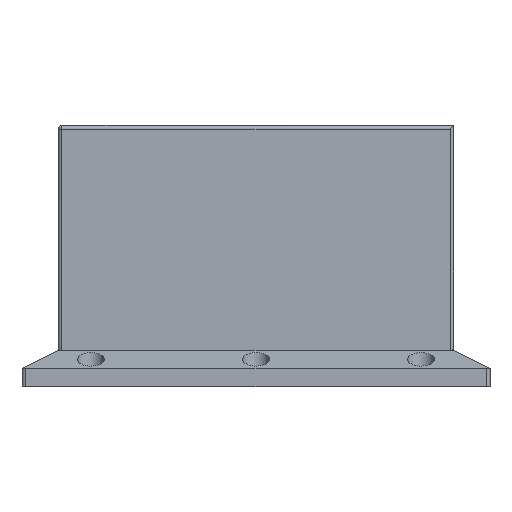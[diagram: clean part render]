
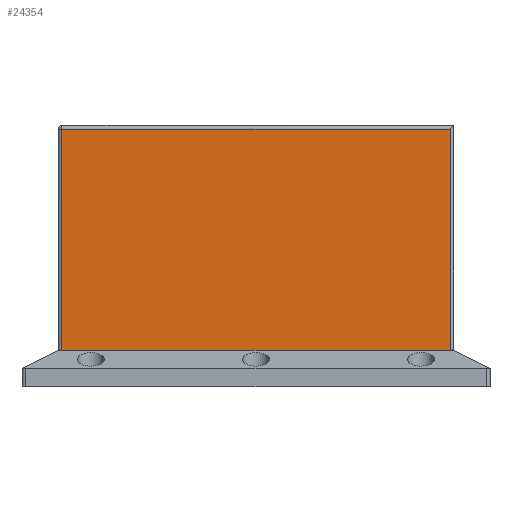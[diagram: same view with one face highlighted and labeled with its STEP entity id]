
A CAD part, left-side view. The second image highlights one B-rep face of the part: STEP entity #24354.
In plain terms, the highlighted planar face has unit normal (-1, 0, 0).
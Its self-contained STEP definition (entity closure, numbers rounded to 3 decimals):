
#2655=PLANE('',#25488);
#3608=FACE_OUTER_BOUND('',#5042,.T.);
#5042=EDGE_LOOP('',(#19837,#19838,#19839,#19840));
#5896=LINE('',#29629,#8048);
#5914=LINE('',#29714,#8066);
#5915=LINE('',#29721,#8067);
#5917=LINE('',#29726,#8069);
#8048=VECTOR('',#26032,10.);
#8066=VECTOR('',#26122,10.);
#8067=VECTOR('',#26133,10.);
#8069=VECTOR('',#26139,10.);
#10250=VERTEX_POINT('',#29626);
#10251=VERTEX_POINT('',#29628);
#10282=VERTEX_POINT('',#29713);
#10283=VERTEX_POINT('',#29717);
#12739=EDGE_CURVE('',#10251,#10250,#5896,.T.);
#12782=EDGE_CURVE('',#10282,#10250,#5914,.T.);
#12786=EDGE_CURVE('',#10251,#10283,#5915,.T.);
#12789=EDGE_CURVE('',#10283,#10282,#5917,.T.);
#19837=ORIENTED_EDGE('',*,*,#12786,.F.);
#19838=ORIENTED_EDGE('',*,*,#12739,.T.);
#19839=ORIENTED_EDGE('',*,*,#12782,.F.);
#19840=ORIENTED_EDGE('',*,*,#12789,.F.);
#24354=ADVANCED_FACE('',(#3608),#2655,.T.);
#25488=AXIS2_PLACEMENT_3D('',#38150,#27667,#27668);
#26032=DIRECTION('',(0.,-1.,0.));
#26122=DIRECTION('',(0.,0.,-1.));
#26133=DIRECTION('',(0.,0.,1.));
#26139=DIRECTION('',(0.,-1.,0.));
#27667=DIRECTION('center_axis',(-1.,0.,0.));
#27668=DIRECTION('ref_axis',(0.,-1.,0.));
#29626=CARTESIAN_POINT('',(-50.,-53.5,-1.));
#29628=CARTESIAN_POINT('',(-50.,53.5,-1.));
#29629=CARTESIAN_POINT('',(-50.,54.5,-1.));
#29713=CARTESIAN_POINT('',(-50.,-53.5,60.));
#29714=CARTESIAN_POINT('',(-50.,-53.5,0.));
#29717=CARTESIAN_POINT('',(-50.,53.5,60.));
#29721=CARTESIAN_POINT('',(-50.,53.5,0.));
#29726=CARTESIAN_POINT('',(-50.,27.25,60.));
#38150=CARTESIAN_POINT('Origin',(-50.,54.5,0.));
